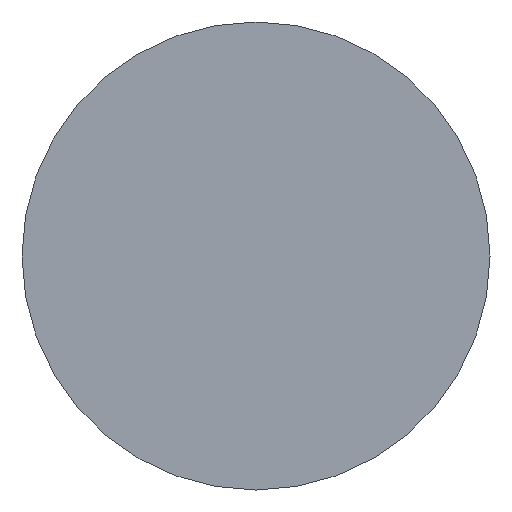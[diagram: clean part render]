
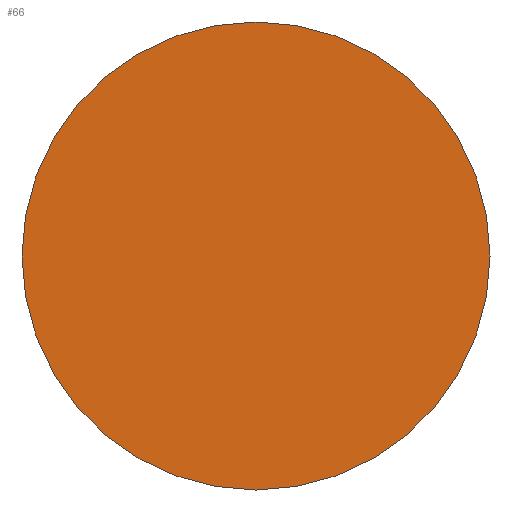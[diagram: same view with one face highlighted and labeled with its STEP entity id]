
A CAD part, left-side view. The second image highlights one B-rep face of the part: STEP entity #66.
In plain terms, the highlighted planar face has unit normal (-1, 0, 0).
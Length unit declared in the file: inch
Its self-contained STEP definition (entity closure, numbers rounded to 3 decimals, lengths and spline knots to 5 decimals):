
#18=PLANE('',#89);
#23=FACE_OUTER_BOUND('',#29,.T.);
#29=EDGE_LOOP('',(#59));
#36=CIRCLE('',#86,1.);
#40=VERTEX_POINT('',#121);
#45=EDGE_CURVE('',#40,#40,#36,.T.);
#59=ORIENTED_EDGE('',*,*,#45,.T.);
#66=ADVANCED_FACE('',(#23),#18,.F.);
#86=AXIS2_PLACEMENT_3D('',#122,#103,#104);
#89=AXIS2_PLACEMENT_3D('',#127,#110,#111);
#103=DIRECTION('center_axis',(-1.,0.,0.));
#104=DIRECTION('ref_axis',(0.,1.,0.));
#110=DIRECTION('center_axis',(1.,0.,0.));
#111=DIRECTION('ref_axis',(0.,1.,0.));
#121=CARTESIAN_POINT('',(-1.,-1.,0.));
#122=CARTESIAN_POINT('Origin',(-1.,0.,0.));
#127=CARTESIAN_POINT('Origin',(-1.,0.,0.));
